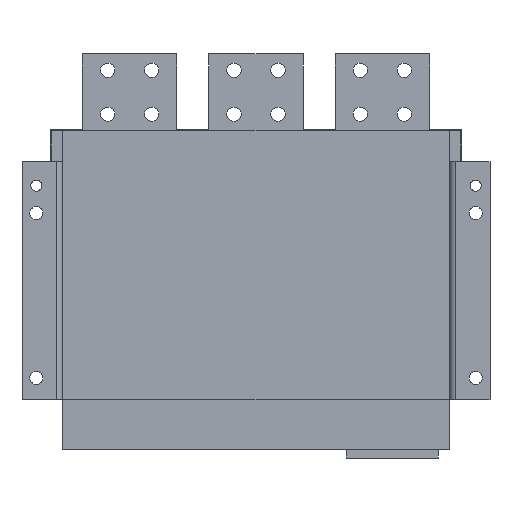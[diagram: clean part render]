
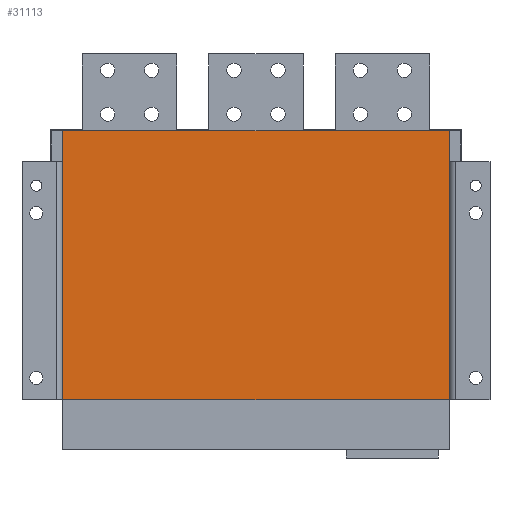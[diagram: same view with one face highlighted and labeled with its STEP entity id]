
A CAD part, front view. The second image highlights one B-rep face of the part: STEP entity #31113.
In plain terms, the highlighted planar face has unit normal (0, -1, 0).
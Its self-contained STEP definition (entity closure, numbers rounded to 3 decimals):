
#7145 = EDGE_CURVE ( 'NONE', #7261, #39496, #17654, .T. ) ;
#7261 = VERTEX_POINT ( 'NONE', #12909 ) ;
#7619 = DIRECTION ( 'NONE',  ( 0., 0., -1. ) ) ;
#8050 = DIRECTION ( 'NONE',  ( -1., 0., 0. ) ) ;
#8940 = DIRECTION ( 'NONE',  ( 0., 0., -1. ) ) ;
#9874 = ORIENTED_EDGE ( 'NONE', *, *, #15061, .T. ) ;
#11261 = EDGE_CURVE ( 'NONE', #45351, #51797, #15519, .T. ) ;
#11897 = DIRECTION ( 'NONE',  ( 0., 0., 1. ) ) ;
#12909 = CARTESIAN_POINT ( 'NONE',  ( 11.5, 5., 290. ) ) ;
#15061 = EDGE_CURVE ( 'NONE', #51797, #7261, #15933, .T. ) ;
#15519 = LINE ( 'NONE', #41350, #54217 ) ;
#15933 = LINE ( 'NONE', #54017, #46650 ) ;
#17388 = VECTOR ( 'NONE', #40070, 1000. ) ;
#17654 = LINE ( 'NONE', #21878, #19322 ) ;
#17929 = LINE ( 'NONE', #52903, #17388 ) ;
#19322 = VECTOR ( 'NONE', #8940, 1000. ) ;
#20677 = ORIENTED_EDGE ( 'NONE', *, *, #7145, .T. ) ;
#21418 = AXIS2_PLACEMENT_3D ( 'NONE', #25052, #33212, #7619 ) ;
#21878 = CARTESIAN_POINT ( 'NONE',  ( 11.5, 5., 290. ) ) ;
#24785 = EDGE_LOOP ( 'NONE', ( #9874, #20677, #26799, #34181 ) ) ;
#25052 = CARTESIAN_POINT ( 'NONE',  ( 0., 5., 0. ) ) ;
#26799 = ORIENTED_EDGE ( 'NONE', *, *, #53710, .T. ) ;
#31113 = ADVANCED_FACE ( 'NONE', ( #47585 ), #45817, .T. ) ;
#33212 = DIRECTION ( 'NONE',  ( 0., -1., 0. ) ) ;
#34181 = ORIENTED_EDGE ( 'NONE', *, *, #11261, .T. ) ;
#34547 = CARTESIAN_POINT ( 'NONE',  ( 363.5, 5., 45. ) ) ;
#39147 = CARTESIAN_POINT ( 'NONE',  ( 11.5, 5., 45. ) ) ;
#39496 = VERTEX_POINT ( 'NONE', #39147 ) ;
#40070 = DIRECTION ( 'NONE',  ( 1., 0., 0. ) ) ;
#41350 = CARTESIAN_POINT ( 'NONE',  ( 363.5, 5., 45. ) ) ;
#44599 = CARTESIAN_POINT ( 'NONE',  ( 363.5, 5., 290. ) ) ;
#45351 = VERTEX_POINT ( 'NONE', #34547 ) ;
#45817 = PLANE ( 'NONE',  #21418 ) ;
#46650 = VECTOR ( 'NONE', #8050, 1000. ) ;
#47585 = FACE_OUTER_BOUND ( 'NONE', #24785, .T. ) ;
#51797 = VERTEX_POINT ( 'NONE', #44599 ) ;
#52903 = CARTESIAN_POINT ( 'NONE',  ( 11.5, 5., 45. ) ) ;
#53710 = EDGE_CURVE ( 'NONE', #39496, #45351, #17929, .T. ) ;
#54017 = CARTESIAN_POINT ( 'NONE',  ( 363.5, 5., 290. ) ) ;
#54217 = VECTOR ( 'NONE', #11897, 1000. ) ;
